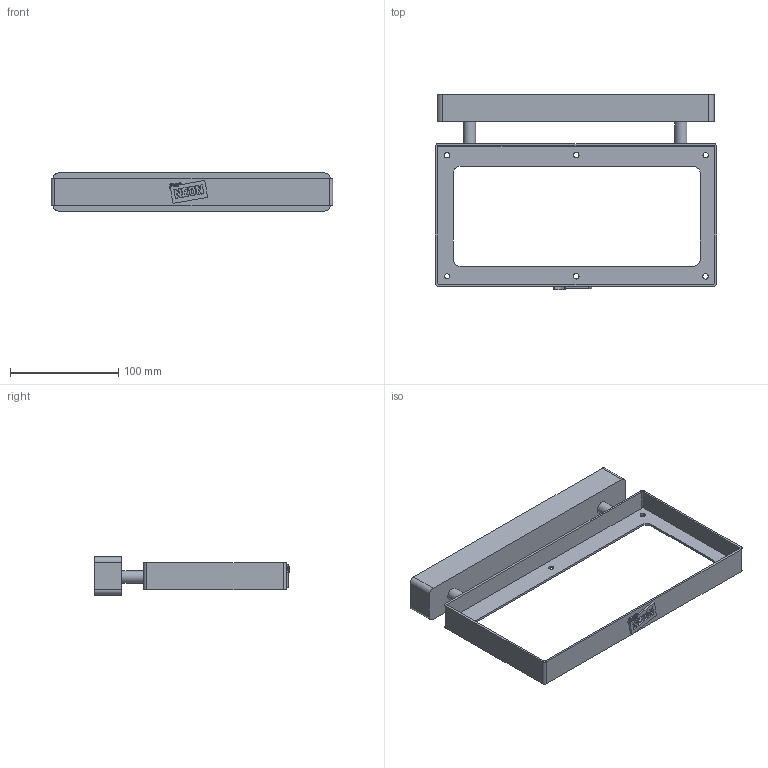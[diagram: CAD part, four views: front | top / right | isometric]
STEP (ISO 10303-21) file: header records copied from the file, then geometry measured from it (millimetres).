
FILE_DESCRIPTION(/* description */ ('STEP AP242','CAx-IF Rec.Pracs.---Representation and Presentation of Product Manufacturing Information (PMI)---4.0---2014-10-13','CAx-IF Rec.Pracs.---3D Tessellated Geometry---0.4---2014-09-14','2;1'),/* implementation_level */ '2;1');
FILE_NAME(/* name */ '679b10fdbceba06324d5ce11',/* time_stamp */ '2025-01-30T05:41:18Z',/* author */ (''),/* organization */ (''),/* preprocessor_version */ 'ST-DEVELOPER v20',/* originating_system */ 'ONSHAPE BY PTC INC, 1.192',/* authorisation */ ' ');
FILE_SCHEMA (('AP242_MANAGED_MODEL_BASED_3D_ENGINEERING_MIM_LF { 1 0 10303 442 1 1 4 }'));
Length unit declared in the file: metre
Products named in the file (1): Part 1
Bounding box: 260 x 180.4 x 35.21 mm (x, y, z)
Volume: 293969.9 mm3; surface area: 100414.7 mm2
Topology: 1 solids, 1 shells, 114 faces, 280 edges, 186 vertices
Faces by surface type: plane 61, cylinder 28, bspline 25
Full cylindrical faces by diameter (mm): 4.844 x1, 4.895 x1, 5.029 x1, 5.111 x3, 11.513 x2
Entity records: 5058 total; most frequent: CARTESIAN_POINT 2480, ORIENTED_EDGE 524, DIRECTION 452, EDGE_CURVE 262, VERTEX_POINT 186, EDGE_LOOP 168, FACE_BOUND 168, LINE 152
